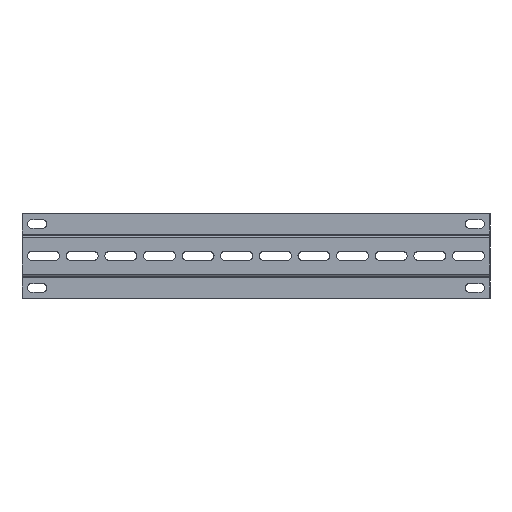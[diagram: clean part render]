
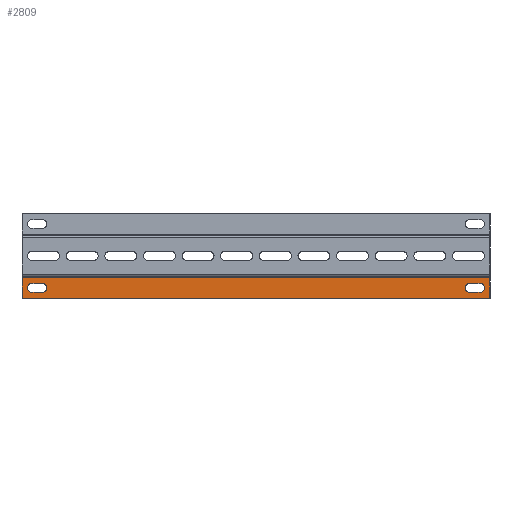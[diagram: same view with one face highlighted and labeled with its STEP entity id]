
A CAD part, top view. The second image highlights one B-rep face of the part: STEP entity #2809.
In plain terms, the highlighted planar face has unit normal (0, 0, 1).
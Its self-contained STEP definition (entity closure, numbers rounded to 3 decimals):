
#28 = ORIENTED_EDGE ( 'NONE', *, *, #2216, .F. ) ;
#61 = EDGE_CURVE ( 'NONE', #3744, #1082, #1574, .T. ) ;
#105 = CARTESIAN_POINT ( 'NONE',  ( -346.7, -9., -15.3 ) ) ;
#106 = CARTESIAN_POINT ( 'NONE',  ( 0., -17.3, -15.3 ) ) ;
#231 = EDGE_CURVE ( 'NONE', #3615, #2764, #3145, .T. ) ;
#232 = EDGE_CURVE ( 'NONE', #3553, #1075, #2261, .T. ) ;
#280 = DIRECTION ( 'NONE',  ( 0., 1., 0. ) ) ;
#305 = CARTESIAN_POINT ( 'NONE',  ( -350.2, -9., -15.3 ) ) ;
#306 = PLANE ( 'NONE',  #2135 ) ;
#370 = VERTEX_POINT ( 'NONE', #2423 ) ;
#434 = LINE ( 'NONE', #1339, #1758 ) ;
#452 = EDGE_CURVE ( 'NONE', #3475, #936, #3107, .T. ) ;
#472 = AXIS2_PLACEMENT_3D ( 'NONE', #1101, #3729, #1673 ) ;
#484 = CIRCLE ( 'NONE', #1962, 3.5 ) ;
#518 = DIRECTION ( 'NONE',  ( 0., 0., 1. ) ) ;
#519 = ORIENTED_EDGE ( 'NONE', *, *, #2901, .F. ) ;
#559 = CARTESIAN_POINT ( 'NONE',  ( -350.2, -9., -15.3 ) ) ;
#576 = CARTESIAN_POINT ( 'NONE',  ( -7.8, -5.5, -15.3 ) ) ;
#590 = DIRECTION ( 'NONE',  ( 1., 0., 0. ) ) ;
#602 = ORIENTED_EDGE ( 'NONE', *, *, #452, .F. ) ;
#660 = CIRCLE ( 'NONE', #3486, 3.5 ) ;
#712 = DIRECTION ( 'NONE',  ( -1., 0., 0. ) ) ;
#723 = DIRECTION ( 'NONE',  ( 0., 0., 1. ) ) ;
#726 = DIRECTION ( 'NONE',  ( 1., 0., 0. ) ) ;
#754 = ORIENTED_EDGE ( 'NONE', *, *, #1326, .F. ) ;
#831 = CARTESIAN_POINT ( 'NONE',  ( -366., -17.3, -15.3 ) ) ;
#838 = CARTESIAN_POINT ( 'NONE',  ( -7.8, -9., -15.3 ) ) ;
#919 = CARTESIAN_POINT ( 'NONE',  ( -350.2, -12.5, -15.3 ) ) ;
#929 = LINE ( 'NONE', #2775, #3686 ) ;
#935 = EDGE_CURVE ( 'NONE', #2764, #370, #2921, .T. ) ;
#936 = VERTEX_POINT ( 'NONE', #1727 ) ;
#1017 = CARTESIAN_POINT ( 'NONE',  ( -366., -1., -15.3 ) ) ;
#1075 = VERTEX_POINT ( 'NONE', #1209 ) ;
#1082 = VERTEX_POINT ( 'NONE', #1833 ) ;
#1101 = CARTESIAN_POINT ( 'NONE',  ( -7.8, -9., -15.3 ) ) ;
#1165 = LINE ( 'NONE', #3274, #2995 ) ;
#1175 = FACE_BOUND ( 'NONE', #1586, .T. ) ;
#1209 = CARTESIAN_POINT ( 'NONE',  ( -7.8, -12.5, -15.3 ) ) ;
#1243 = EDGE_LOOP ( 'NONE', ( #28, #3506, #3192, #3598 ) ) ;
#1281 = DIRECTION ( 'NONE',  ( -1., 0., 0. ) ) ;
#1302 = LINE ( 'NONE', #1017, #2847 ) ;
#1326 = EDGE_CURVE ( 'NONE', #1075, #2001, #484, .T. ) ;
#1339 = CARTESIAN_POINT ( 'NONE',  ( 0., -17.3, -15.3 ) ) ;
#1352 = ORIENTED_EDGE ( 'NONE', *, *, #3481, .F. ) ;
#1427 = VERTEX_POINT ( 'NONE', #919 ) ;
#1445 = DIRECTION ( 'NONE',  ( 0., 0., 1. ) ) ;
#1467 = EDGE_LOOP ( 'NONE', ( #602, #1352, #1527, #519, #2659 ) ) ;
#1506 = VERTEX_POINT ( 'NONE', #3225 ) ;
#1507 = CARTESIAN_POINT ( 'NONE',  ( 0., 0., -15.3 ) ) ;
#1527 = ORIENTED_EDGE ( 'NONE', *, *, #2363, .F. ) ;
#1553 = CARTESIAN_POINT ( 'NONE',  ( -15.8, -12.5, -15.3 ) ) ;
#1563 = VECTOR ( 'NONE', #2466, 1000. ) ;
#1574 = LINE ( 'NONE', #1861, #1563 ) ;
#1586 = EDGE_LOOP ( 'NONE', ( #754, #3000, #3043, #3267, #1646 ) ) ;
#1611 = DIRECTION ( 'NONE',  ( 0., -1., 0. ) ) ;
#1635 = EDGE_CURVE ( 'NONE', #370, #1506, #1302, .T. ) ;
#1646 = ORIENTED_EDGE ( 'NONE', *, *, #3085, .F. ) ;
#1673 = DIRECTION ( 'NONE',  ( 1., 0., 0. ) ) ;
#1698 = CARTESIAN_POINT ( 'NONE',  ( -350.2, -5.5, -15.3 ) ) ;
#1727 = CARTESIAN_POINT ( 'NONE',  ( -358.2, -12.5, -15.3 ) ) ;
#1754 = DIRECTION ( 'NONE',  ( 0., 0., 1. ) ) ;
#1757 = DIRECTION ( 'NONE',  ( 1., 0., 0. ) ) ;
#1758 = VECTOR ( 'NONE', #1611, 1000. ) ;
#1833 = CARTESIAN_POINT ( 'NONE',  ( -15.8, -5.5, -15.3 ) ) ;
#1861 = CARTESIAN_POINT ( 'NONE',  ( -7.8, -5.5, -15.3 ) ) ;
#1962 = AXIS2_PLACEMENT_3D ( 'NONE', #838, #3166, #3135 ) ;
#1963 = CARTESIAN_POINT ( 'NONE',  ( -366., 0., -15.3 ) ) ;
#1966 = DIRECTION ( 'NONE',  ( 1., 0., 0. ) ) ;
#1978 = CARTESIAN_POINT ( 'NONE',  ( -358.2, -9., -15.3 ) ) ;
#2001 = VERTEX_POINT ( 'NONE', #2357 ) ;
#2062 = FACE_BOUND ( 'NONE', #1467, .T. ) ;
#2135 = AXIS2_PLACEMENT_3D ( 'NONE', #1507, #3221, #1757 ) ;
#2143 = VERTEX_POINT ( 'NONE', #105 ) ;
#2145 = CARTESIAN_POINT ( 'NONE',  ( -358.2, -5.5, -15.3 ) ) ;
#2216 = EDGE_CURVE ( 'NONE', #1506, #3615, #434, .T. ) ;
#2249 = AXIS2_PLACEMENT_3D ( 'NONE', #305, #1754, #3529 ) ;
#2252 = CIRCLE ( 'NONE', #2931, 3.5 ) ;
#2261 = LINE ( 'NONE', #2915, #2793 ) ;
#2279 = DIRECTION ( 'NONE',  ( 1., 0., 0. ) ) ;
#2357 = CARTESIAN_POINT ( 'NONE',  ( -4.3, -9., -15.3 ) ) ;
#2363 = EDGE_CURVE ( 'NONE', #2143, #2742, #3299, .T. ) ;
#2423 = CARTESIAN_POINT ( 'NONE',  ( -366., -1., -15.3 ) ) ;
#2466 = DIRECTION ( 'NONE',  ( -1., 0., 0. ) ) ;
#2569 = EDGE_CURVE ( 'NONE', #936, #1427, #1165, .T. ) ;
#2588 = DIRECTION ( 'NONE',  ( -1., 0., 0. ) ) ;
#2624 = DIRECTION ( 'NONE',  ( -1., 0., 0. ) ) ;
#2659 = ORIENTED_EDGE ( 'NONE', *, *, #2569, .F. ) ;
#2671 = VECTOR ( 'NONE', #2588, 1000. ) ;
#2742 = VERTEX_POINT ( 'NONE', #1698 ) ;
#2749 = CIRCLE ( 'NONE', #472, 3.5 ) ;
#2764 = VERTEX_POINT ( 'NONE', #831 ) ;
#2775 = CARTESIAN_POINT ( 'NONE',  ( -358.2, -5.5, -15.3 ) ) ;
#2793 = VECTOR ( 'NONE', #2279, 1000. ) ;
#2809 = ADVANCED_FACE ( 'NONE', ( #2062, #1175, #2955 ), #306, .T. ) ;
#2847 = VECTOR ( 'NONE', #726, 1000. ) ;
#2901 = EDGE_CURVE ( 'NONE', #1427, #2143, #660, .T. ) ;
#2914 = AXIS2_PLACEMENT_3D ( 'NONE', #1978, #723, #1281 ) ;
#2915 = CARTESIAN_POINT ( 'NONE',  ( -7.8, -12.5, -15.3 ) ) ;
#2921 = LINE ( 'NONE', #1963, #3707 ) ;
#2931 = AXIS2_PLACEMENT_3D ( 'NONE', #3088, #518, #1966 ) ;
#2955 = FACE_OUTER_BOUND ( 'NONE', #1243, .T. ) ;
#2995 = VECTOR ( 'NONE', #590, 1000. ) ;
#3000 = ORIENTED_EDGE ( 'NONE', *, *, #232, .F. ) ;
#3043 = ORIENTED_EDGE ( 'NONE', *, *, #3144, .F. ) ;
#3085 = EDGE_CURVE ( 'NONE', #2001, #3744, #2749, .T. ) ;
#3088 = CARTESIAN_POINT ( 'NONE',  ( -15.8, -9., -15.3 ) ) ;
#3107 = CIRCLE ( 'NONE', #2914, 3.5 ) ;
#3132 = CARTESIAN_POINT ( 'NONE',  ( -366., -17.3, -15.3 ) ) ;
#3135 = DIRECTION ( 'NONE',  ( 1., 0., 0. ) ) ;
#3144 = EDGE_CURVE ( 'NONE', #1082, #3553, #2252, .T. ) ;
#3145 = LINE ( 'NONE', #3132, #2671 ) ;
#3166 = DIRECTION ( 'NONE',  ( 0., 0., 1. ) ) ;
#3192 = ORIENTED_EDGE ( 'NONE', *, *, #935, .F. ) ;
#3221 = DIRECTION ( 'NONE',  ( 0., 0., 1. ) ) ;
#3225 = CARTESIAN_POINT ( 'NONE',  ( 0., -1., -15.3 ) ) ;
#3267 = ORIENTED_EDGE ( 'NONE', *, *, #61, .F. ) ;
#3274 = CARTESIAN_POINT ( 'NONE',  ( -358.2, -12.5, -15.3 ) ) ;
#3299 = CIRCLE ( 'NONE', #2249, 3.5 ) ;
#3475 = VERTEX_POINT ( 'NONE', #2145 ) ;
#3481 = EDGE_CURVE ( 'NONE', #2742, #3475, #929, .T. ) ;
#3486 = AXIS2_PLACEMENT_3D ( 'NONE', #559, #1445, #2624 ) ;
#3506 = ORIENTED_EDGE ( 'NONE', *, *, #1635, .F. ) ;
#3529 = DIRECTION ( 'NONE',  ( -1., 0., 0. ) ) ;
#3553 = VERTEX_POINT ( 'NONE', #1553 ) ;
#3598 = ORIENTED_EDGE ( 'NONE', *, *, #231, .F. ) ;
#3615 = VERTEX_POINT ( 'NONE', #106 ) ;
#3686 = VECTOR ( 'NONE', #712, 1000. ) ;
#3707 = VECTOR ( 'NONE', #280, 1000. ) ;
#3729 = DIRECTION ( 'NONE',  ( 0., 0., 1. ) ) ;
#3744 = VERTEX_POINT ( 'NONE', #576 ) ;
